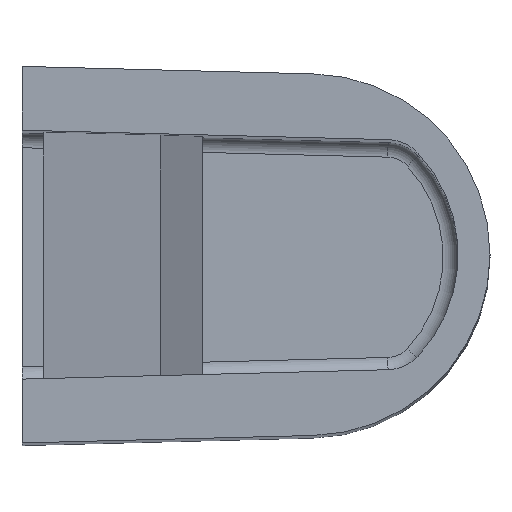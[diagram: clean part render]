
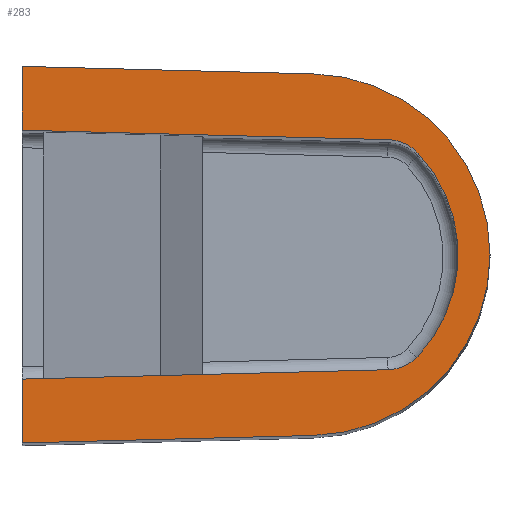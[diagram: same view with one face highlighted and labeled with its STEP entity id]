
A CAD part, top view. The second image highlights one B-rep face of the part: STEP entity #283.
In plain terms, the highlighted planar face has unit normal (0, 0, 1).
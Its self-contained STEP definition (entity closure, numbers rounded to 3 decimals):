
#192=CARTESIAN_POINT('',(137.171,84.981,0.0));
#193=DIRECTION('',(0.0,0.0,1.0));
#194=DIRECTION('',(1.0,0.0,0.0));
#195=AXIS2_PLACEMENT_3D('',#192,#193,#194);
#196=PLANE('',#195);
#197=CARTESIAN_POINT('',(0.0,-58.49,0.0));
#198=VERTEX_POINT('',#197);
#199=CARTESIAN_POINT('',(172.101,-54.075,0.0));
#200=VERTEX_POINT('',#199);
#201=CARTESIAN_POINT('',(0.,-58.49,0.0));
#202=DIRECTION('',(1.,0.026,0.0));
#203=VECTOR('',#202,172.157);
#204=LINE('',#201,#203);
#205=EDGE_CURVE('',#198,#200,#204,.T.);
#206=ORIENTED_EDGE('',*,*,#205,.F.);
#207=CARTESIAN_POINT('',(0.,-88.5,0.0));
#208=VERTEX_POINT('',#207);
#209=CARTESIAN_POINT('',(0.0,-58.49,0.0));
#210=DIRECTION('',(0.0,-1.0,0.0));
#211=VECTOR('',#210,30.01);
#212=LINE('',#209,#211);
#213=EDGE_CURVE('',#198,#208,#212,.T.);
#214=ORIENTED_EDGE('',*,*,#213,.T.);
#215=CARTESIAN_POINT('',(137.171,-84.981,0.0));
#216=VERTEX_POINT('',#215);
#217=CARTESIAN_POINT('',(0.,-88.5,0.0));
#218=DIRECTION('',(1.,0.026,0.0));
#219=VECTOR('',#218,137.216);
#220=LINE('',#217,#219);
#221=EDGE_CURVE('',#208,#216,#220,.T.);
#222=ORIENTED_EDGE('',*,*,#221,.T.);
#223=CARTESIAN_POINT('',(137.171,84.981,0.0));
#224=VERTEX_POINT('',#223);
#225=CARTESIAN_POINT('',(134.991,0.0,0.0));
#226=DIRECTION('',(0.0,0.0,1.0));
#227=DIRECTION('',(1.0,0.0,0.0));
#228=AXIS2_PLACEMENT_3D('',#225,#226,#227);
#229=CIRCLE('',#228,85.009);
#230=EDGE_CURVE('',#216,#224,#229,.T.);
#231=ORIENTED_EDGE('',*,*,#230,.T.);
#232=CARTESIAN_POINT('',(0.0,88.5,0.0));
#233=VERTEX_POINT('',#232);
#234=CARTESIAN_POINT('',(0.,88.5,0.0));
#235=DIRECTION('',(1.,-0.026,0.0));
#236=VECTOR('',#235,137.216);
#237=LINE('',#234,#236);
#238=EDGE_CURVE('',#233,#224,#237,.T.);
#239=ORIENTED_EDGE('',*,*,#238,.F.);
#240=CARTESIAN_POINT('',(0.0,58.49,0.0));
#241=VERTEX_POINT('',#240);
#242=CARTESIAN_POINT('',(0.0,58.49,0.0));
#243=DIRECTION('',(0.0,1.0,0.0));
#244=VECTOR('',#243,30.01);
#245=LINE('',#242,#244);
#246=EDGE_CURVE('',#241,#233,#245,.T.);
#247=ORIENTED_EDGE('',*,*,#246,.F.);
#248=CARTESIAN_POINT('',(172.101,54.075,0.0));
#249=VERTEX_POINT('',#248);
#250=CARTESIAN_POINT('',(0.,58.49,0.0));
#251=DIRECTION('',(1.,-0.026,0.0));
#252=VECTOR('',#251,172.157);
#253=LINE('',#250,#252);
#254=EDGE_CURVE('',#241,#249,#253,.T.);
#255=ORIENTED_EDGE('',*,*,#254,.T.);
#256=CARTESIAN_POINT('',(186.224,47.712,0.0));
#257=VERTEX_POINT('',#256);
#258=CARTESIAN_POINT('',(171.588,34.082,0.0));
#259=DIRECTION('',(0.0,0.0,1.0));
#260=DIRECTION('',(1.0,0.0,0.0));
#261=AXIS2_PLACEMENT_3D('',#258,#259,#260);
#262=CIRCLE('',#261,20.0);
#263=EDGE_CURVE('',#257,#249,#262,.T.);
#264=ORIENTED_EDGE('',*,*,#263,.F.);
#265=CARTESIAN_POINT('',(186.224,-47.712,0.0));
#266=VERTEX_POINT('',#265);
#267=CARTESIAN_POINT('',(134.991,0.,0.0));
#268=DIRECTION('',(0.0,0.0,1.0));
#269=DIRECTION('',(1.0,0.0,0.0));
#270=AXIS2_PLACEMENT_3D('',#267,#268,#269);
#271=CIRCLE('',#270,70.009);
#272=EDGE_CURVE('',#266,#257,#271,.T.);
#273=ORIENTED_EDGE('',*,*,#272,.F.);
#274=CARTESIAN_POINT('',(171.588,-34.082,0.0));
#275=DIRECTION('',(0.0,0.0,1.0));
#276=DIRECTION('',(1.0,0.0,0.0));
#277=AXIS2_PLACEMENT_3D('',#274,#275,#276);
#278=CIRCLE('',#277,20.0);
#279=EDGE_CURVE('',#200,#266,#278,.T.);
#280=ORIENTED_EDGE('',*,*,#279,.F.);
#281=EDGE_LOOP('',(#206,#214,#222,#231,#239,#247,#255,#264,#273,#280));
#282=FACE_OUTER_BOUND('',#281,.T.);
#283=ADVANCED_FACE('',(#282),#196,.T.);
